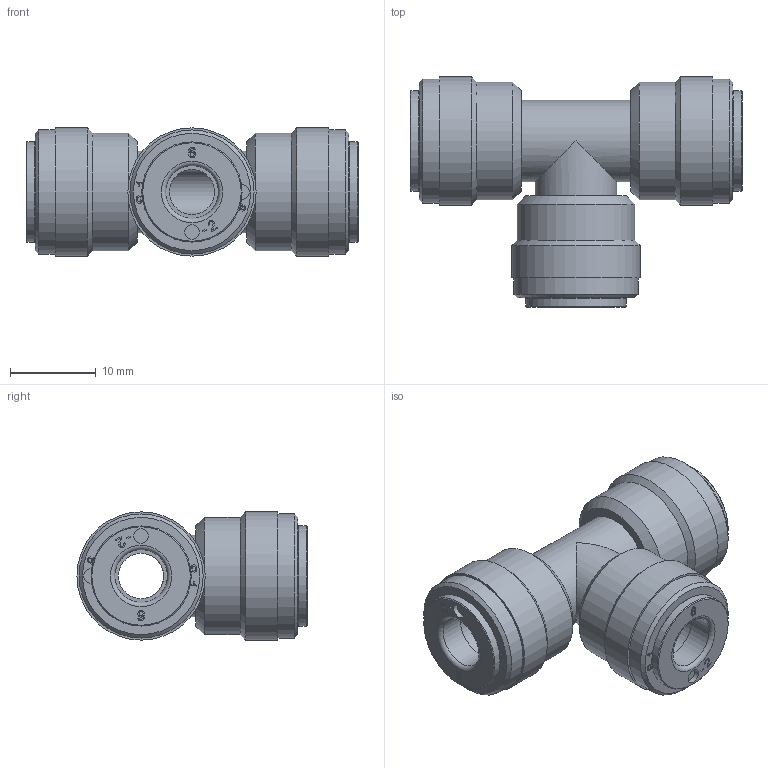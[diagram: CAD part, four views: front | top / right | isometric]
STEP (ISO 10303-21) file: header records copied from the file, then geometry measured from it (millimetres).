
FILE_DESCRIPTION(/* description */ (''),/* implementation_level */ '2;1');
FILE_NAME(/* name */ 'iqst_60_le.stp',/* time_stamp */ '2018-11-05T09:59:49+01:00',/* author */ ('leitheußer'),/* organization */ (''),/* preprocessor_version */ 'ST-DEVELOPER v15.6',/* originating_system */ 'Autodesk Inventor LT ',/* authorisation */ '');
FILE_SCHEMA (('AUTOMOTIVE_DESIGN { 1 0 10303 214 3 1 1 }'));
Length unit declared in the file: millimetre
Products named in the file (1): WUT 06
Bounding box: 38.8 x 26.9 x 15 mm (x, y, z)
Volume: 6472.9 mm3; surface area: 6609.2 mm2
Topology: 7 solids, 7 shells, 370 faces, 885 edges, 578 vertices
Faces by surface type: bspline 165, plane 126, cylinder 37, cone 24, torus 18
Full cylindrical faces by diameter (mm): 1.7 x6, 5.3 x2, 6.15 x3, 6.2 x3, 7.9 x3, 9.2 x3, 9.5 x2, 11.7 x3, 13 x3, 13.7 x3, 14.5 x3, 15 x3
Entity records: 11504 total; most frequent: CARTESIAN_POINT 4207, ORIENTED_EDGE 1604, DIRECTION 1002, EDGE_CURVE 802, VERTEX_POINT 574, EDGE_LOOP 514, FACE_OUTER_BOUND 370, ADVANCED_FACE 370
